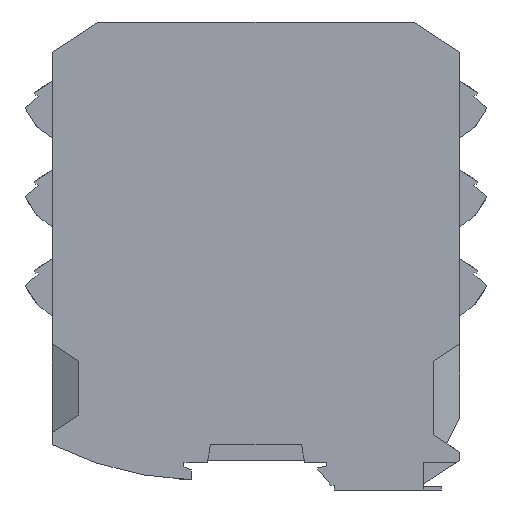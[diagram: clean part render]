
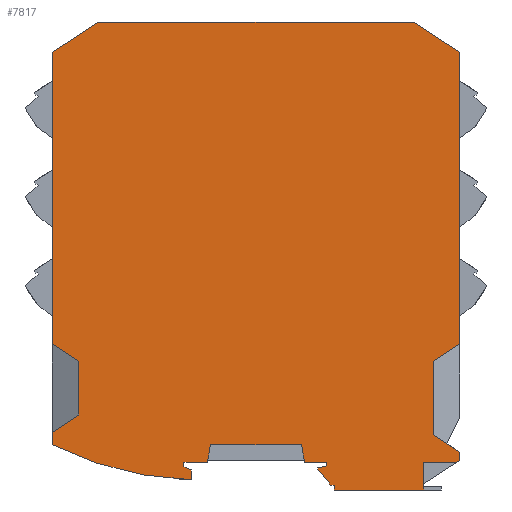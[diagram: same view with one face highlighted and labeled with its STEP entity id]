
A CAD part, left-side view. The second image highlights one B-rep face of the part: STEP entity #7817.
In plain terms, the highlighted planar face has unit normal (-1, 0, 0).
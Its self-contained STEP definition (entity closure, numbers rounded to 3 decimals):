
#92=CIRCLE('',#8280,80.);
#282=ORIENTED_EDGE('',*,*,#2471,.F.);
#283=ORIENTED_EDGE('',*,*,#2462,.F.);
#284=ORIENTED_EDGE('',*,*,#2467,.F.);
#285=ORIENTED_EDGE('',*,*,#2453,.F.);
#286=ORIENTED_EDGE('',*,*,#2499,.F.);
#287=ORIENTED_EDGE('',*,*,#2500,.F.);
#288=ORIENTED_EDGE('',*,*,#2501,.F.);
#289=ORIENTED_EDGE('',*,*,#2502,.F.);
#290=ORIENTED_EDGE('',*,*,#2474,.F.);
#291=ORIENTED_EDGE('',*,*,#2503,.T.);
#292=ORIENTED_EDGE('',*,*,#2478,.F.);
#293=ORIENTED_EDGE('',*,*,#2504,.F.);
#294=ORIENTED_EDGE('',*,*,#2505,.F.);
#295=ORIENTED_EDGE('',*,*,#2506,.F.);
#296=ORIENTED_EDGE('',*,*,#2507,.F.);
#297=ORIENTED_EDGE('',*,*,#2508,.F.);
#298=ORIENTED_EDGE('',*,*,#2509,.F.);
#299=ORIENTED_EDGE('',*,*,#2510,.F.);
#300=ORIENTED_EDGE('',*,*,#2511,.F.);
#301=ORIENTED_EDGE('',*,*,#2512,.F.);
#302=ORIENTED_EDGE('',*,*,#2513,.F.);
#303=ORIENTED_EDGE('',*,*,#2514,.F.);
#304=ORIENTED_EDGE('',*,*,#2515,.F.);
#305=ORIENTED_EDGE('',*,*,#2516,.F.);
#306=ORIENTED_EDGE('',*,*,#2517,.F.);
#307=ORIENTED_EDGE('',*,*,#2518,.F.);
#308=ORIENTED_EDGE('',*,*,#2519,.F.);
#309=ORIENTED_EDGE('',*,*,#2520,.F.);
#310=ORIENTED_EDGE('',*,*,#2521,.F.);
#311=ORIENTED_EDGE('',*,*,#2522,.F.);
#312=ORIENTED_EDGE('',*,*,#2523,.F.);
#313=ORIENTED_EDGE('',*,*,#2459,.F.);
#2453=EDGE_CURVE('',#3569,#3570,#4340,.T.);
#2459=EDGE_CURVE('',#3575,#3573,#4346,.T.);
#2462=EDGE_CURVE('',#3577,#3578,#4349,.T.);
#2467=EDGE_CURVE('',#3570,#3577,#4354,.T.);
#2471=EDGE_CURVE('',#3578,#3575,#4358,.T.);
#2474=EDGE_CURVE('',#3583,#3582,#4361,.T.);
#2478=EDGE_CURVE('',#3587,#3588,#4365,.T.);
#2499=EDGE_CURVE('',#3605,#3569,#4385,.T.);
#2500=EDGE_CURVE('',#3606,#3605,#4386,.T.);
#2501=EDGE_CURVE('',#3607,#3606,#4387,.T.);
#2502=EDGE_CURVE('',#3582,#3607,#4388,.T.);
#2503=EDGE_CURVE('',#3583,#3588,#4389,.T.);
#2504=EDGE_CURVE('',#3608,#3587,#4390,.T.);
#2505=EDGE_CURVE('',#3609,#3608,#92,.T.);
#2506=EDGE_CURVE('',#3610,#3609,#4391,.T.);
#2507=EDGE_CURVE('',#3611,#3610,#4392,.T.);
#2508=EDGE_CURVE('',#3612,#3611,#4393,.T.);
#2509=EDGE_CURVE('',#3613,#3612,#4394,.T.);
#2510=EDGE_CURVE('',#3614,#3613,#4395,.T.);
#2511=EDGE_CURVE('',#3615,#3614,#4396,.T.);
#2512=EDGE_CURVE('',#3616,#3615,#4397,.T.);
#2513=EDGE_CURVE('',#3617,#3616,#4398,.T.);
#2514=EDGE_CURVE('',#3618,#3617,#4399,.T.);
#2515=EDGE_CURVE('',#3619,#3618,#4400,.T.);
#2516=EDGE_CURVE('',#3620,#3619,#4401,.T.);
#2517=EDGE_CURVE('',#3621,#3620,#4402,.T.);
#2518=EDGE_CURVE('',#3622,#3621,#4403,.T.);
#2519=EDGE_CURVE('',#3623,#3622,#4404,.T.);
#2520=EDGE_CURVE('',#3624,#3623,#4405,.T.);
#2521=EDGE_CURVE('',#3625,#3624,#4406,.T.);
#2522=EDGE_CURVE('',#3626,#3625,#4407,.T.);
#2523=EDGE_CURVE('',#3573,#3626,#4408,.T.);
#3569=VERTEX_POINT('',#11030);
#3570=VERTEX_POINT('',#11032);
#3573=VERTEX_POINT('',#11039);
#3575=VERTEX_POINT('',#11043);
#3577=VERTEX_POINT('',#11049);
#3578=VERTEX_POINT('',#11051);
#3582=VERTEX_POINT('',#11070);
#3583=VERTEX_POINT('',#11072);
#3587=VERTEX_POINT('',#11083);
#3588=VERTEX_POINT('',#11084);
#3605=VERTEX_POINT('',#11125);
#3606=VERTEX_POINT('',#11127);
#3607=VERTEX_POINT('',#11129);
#3608=VERTEX_POINT('',#11133);
#3609=VERTEX_POINT('',#11135);
#3610=VERTEX_POINT('',#11137);
#3611=VERTEX_POINT('',#11139);
#3612=VERTEX_POINT('',#11141);
#3613=VERTEX_POINT('',#11143);
#3614=VERTEX_POINT('',#11145);
#3615=VERTEX_POINT('',#11147);
#3616=VERTEX_POINT('',#11149);
#3617=VERTEX_POINT('',#11151);
#3618=VERTEX_POINT('',#11153);
#3619=VERTEX_POINT('',#11155);
#3620=VERTEX_POINT('',#11157);
#3621=VERTEX_POINT('',#11159);
#3622=VERTEX_POINT('',#11161);
#3623=VERTEX_POINT('',#11163);
#3624=VERTEX_POINT('',#11165);
#3625=VERTEX_POINT('',#11167);
#3626=VERTEX_POINT('',#11169);
#4340=LINE('',#11031,#5346);
#4346=LINE('',#11044,#5352);
#4349=LINE('',#11050,#5355);
#4354=LINE('',#11059,#5360);
#4358=LINE('',#11066,#5364);
#4361=LINE('',#11073,#5367);
#4365=LINE('',#11082,#5371);
#4385=LINE('',#11124,#5391);
#4386=LINE('',#11126,#5392);
#4387=LINE('',#11128,#5393);
#4388=LINE('',#11130,#5394);
#4389=LINE('',#11131,#5395);
#4390=LINE('',#11132,#5396);
#4391=LINE('',#11136,#5397);
#4392=LINE('',#11138,#5398);
#4393=LINE('',#11140,#5399);
#4394=LINE('',#11142,#5400);
#4395=LINE('',#11144,#5401);
#4396=LINE('',#11146,#5402);
#4397=LINE('',#11148,#5403);
#4398=LINE('',#11150,#5404);
#4399=LINE('',#11152,#5405);
#4400=LINE('',#11154,#5406);
#4401=LINE('',#11156,#5407);
#4402=LINE('',#11158,#5408);
#4403=LINE('',#11160,#5409);
#4404=LINE('',#11162,#5410);
#4405=LINE('',#11164,#5411);
#4406=LINE('',#11166,#5412);
#4407=LINE('',#11168,#5413);
#4408=LINE('',#11170,#5414);
#5346=VECTOR('',#8872,1000.);
#5352=VECTOR('',#8880,1000.);
#5355=VECTOR('',#8885,1000.);
#5360=VECTOR('',#8894,1000.);
#5364=VECTOR('',#8902,1000.);
#5367=VECTOR('',#8907,1000.);
#5371=VECTOR('',#8915,1000.);
#5391=VECTOR('',#8943,1000.);
#5392=VECTOR('',#8944,1000.);
#5393=VECTOR('',#8945,1000.);
#5394=VECTOR('',#8946,1000.);
#5395=VECTOR('',#8947,1000.);
#5396=VECTOR('',#8948,1000.);
#5397=VECTOR('',#8951,1000.);
#5398=VECTOR('',#8952,1000.);
#5399=VECTOR('',#8953,1000.);
#5400=VECTOR('',#8954,1000.);
#5401=VECTOR('',#8955,1000.);
#5402=VECTOR('',#8956,1000.);
#5403=VECTOR('',#8957,1000.);
#5404=VECTOR('',#8958,1000.);
#5405=VECTOR('',#8959,1000.);
#5406=VECTOR('',#8960,1000.);
#5407=VECTOR('',#8961,1000.);
#5408=VECTOR('',#8962,1000.);
#5409=VECTOR('',#8963,1000.);
#5410=VECTOR('',#8964,1000.);
#5411=VECTOR('',#8965,1000.);
#5412=VECTOR('',#8966,1000.);
#5413=VECTOR('',#8967,1000.);
#5414=VECTOR('',#8968,1000.);
#6331=EDGE_LOOP('',(#282,#283,#284,#285,#286,#287,#288,#289,#290,#291,#292,
#293,#294,#295,#296,#297,#298,#299,#300,#301,#302,#303,#304,#305,#306,#307,
#308,#309,#310,#311,#312,#313));
#6878=FACE_BOUND('',#6331,.T.);
#7424=PLANE('',#8279);
#7817=ADVANCED_FACE('',(#6878),#7424,.F.);
#8279=AXIS2_PLACEMENT_3D('',#11123,#8941,#8942);
#8280=AXIS2_PLACEMENT_3D('',#11134,#8949,#8950);
#8872=DIRECTION('',(0.,0.,-1.));
#8880=DIRECTION('',(0.,0.,-1.));
#8885=DIRECTION('',(0.,0.,-1.));
#8894=DIRECTION('',(0.,0.839,-0.545));
#8902=DIRECTION('',(0.,-0.839,-0.545));
#8907=DIRECTION('',(0.,0.839,0.545));
#8915=DIRECTION('',(0.,-0.839,0.545));
#8941=DIRECTION('',(1.,0.,0.));
#8942=DIRECTION('',(0.,0.,-1.));
#8943=DIRECTION('',(0.,-0.839,-0.545));
#8944=DIRECTION('',(0.,-1.,0.));
#8945=DIRECTION('',(0.,-0.839,0.545));
#8946=DIRECTION('',(0.,0.,1.));
#8947=DIRECTION('',(0.,0.,-1.));
#8948=DIRECTION('',(0.,0.,1.));
#8949=DIRECTION('',(1.,0.,0.));
#8950=DIRECTION('',(0.,0.,-1.));
#8951=DIRECTION('',(0.,0.,-1.));
#8952=DIRECTION('',(0.,-0.906,-0.423));
#8953=DIRECTION('',(0.,0.,-1.));
#8954=DIRECTION('',(0.,1.,0.));
#8955=DIRECTION('',(0.,0.174,-0.985));
#8956=DIRECTION('',(0.,1.,0.));
#8957=DIRECTION('',(0.,0.174,0.985));
#8958=DIRECTION('',(0.,1.,0.));
#8959=DIRECTION('',(0.,0.,1.));
#8960=DIRECTION('',(0.,-0.975,0.222));
#8961=DIRECTION('',(0.,0.,1.));
#8962=DIRECTION('',(0.,0.63,0.777));
#8963=DIRECTION('',(0.,1.,0.));
#8964=DIRECTION('',(0.,0.,1.));
#8965=DIRECTION('',(0.,1.,0.));
#8966=DIRECTION('',(0.,0.,-1.));
#8967=DIRECTION('',(0.,1.,0.));
#8968=DIRECTION('',(0.,0.839,-0.545));
#11030=CARTESIAN_POINT('',(0.,6.521,106.362));
#11031=CARTESIAN_POINT('',(0.,6.521,106.362));
#11032=CARTESIAN_POINT('',(0.,6.521,35.495));
#11039=CARTESIAN_POINT('',(0.,6.521,7.175));
#11043=CARTESIAN_POINT('',(0.,6.521,9.2));
#11044=CARTESIAN_POINT('',(0.,6.521,106.362));
#11049=CARTESIAN_POINT('',(0.,13.016,31.277));
#11050=CARTESIAN_POINT('',(0.,13.016,35.5));
#11051=CARTESIAN_POINT('',(0.,13.016,13.418));
#11059=CARTESIAN_POINT('',(0.,29.386,20.647));
#11066=CARTESIAN_POINT('',(0.,84.292,59.705));
#11070=CARTESIAN_POINT('',(0.,105.521,35.495));
#11072=CARTESIAN_POINT('',(0.,99.026,31.277));
#11073=CARTESIAN_POINT('',(0.,101.647,32.98));
#11082=CARTESIAN_POINT('',(0.,48.934,50.748));
#11083=CARTESIAN_POINT('',(0.,105.521,14.));
#11084=CARTESIAN_POINT('',(0.,99.026,18.218));
#11123=CARTESIAN_POINT('',(0.,69.521,82.45));
#11124=CARTESIAN_POINT('',(0.,17.821,113.7));
#11125=CARTESIAN_POINT('',(0.,17.821,113.7));
#11126=CARTESIAN_POINT('',(0.,94.221,113.7));
#11127=CARTESIAN_POINT('',(0.,94.221,113.7));
#11128=CARTESIAN_POINT('',(0.,105.521,106.362));
#11129=CARTESIAN_POINT('',(0.,105.521,106.362));
#11130=CARTESIAN_POINT('',(0.,105.521,11.008));
#11131=CARTESIAN_POINT('',(0.,99.026,35.5));
#11132=CARTESIAN_POINT('',(0.,105.521,11.008));
#11133=CARTESIAN_POINT('',(0.,105.521,11.008));
#11134=CARTESIAN_POINT('',(0.,69.521,82.45));
#11135=CARTESIAN_POINT('',(0.,71.721,2.48));
#11136=CARTESIAN_POINT('',(0.,71.721,4.861));
#11137=CARTESIAN_POINT('',(0.,71.721,4.861));
#11138=CARTESIAN_POINT('',(0.,73.521,5.7));
#11139=CARTESIAN_POINT('',(0.,73.521,5.7));
#11140=CARTESIAN_POINT('',(0.,73.521,6.7));
#11141=CARTESIAN_POINT('',(0.,73.521,6.7));
#11142=CARTESIAN_POINT('',(0.,67.838,6.7));
#11143=CARTESIAN_POINT('',(0.,67.838,6.7));
#11144=CARTESIAN_POINT('',(0.,67.071,11.05));
#11145=CARTESIAN_POINT('',(0.,67.071,11.05));
#11146=CARTESIAN_POINT('',(0.,44.971,11.05));
#11147=CARTESIAN_POINT('',(0.,44.971,11.05));
#11148=CARTESIAN_POINT('',(0.,44.204,6.7));
#11149=CARTESIAN_POINT('',(0.,44.204,6.7));
#11150=CARTESIAN_POINT('',(0.,38.79,6.7));
#11151=CARTESIAN_POINT('',(0.,38.79,6.7));
#11152=CARTESIAN_POINT('',(0.,38.79,5.85));
#11153=CARTESIAN_POINT('',(0.,38.79,5.85));
#11154=CARTESIAN_POINT('',(0.,40.99,5.35));
#11155=CARTESIAN_POINT('',(0.,40.99,5.35));
#11156=CARTESIAN_POINT('',(0.,40.99,5.05));
#11157=CARTESIAN_POINT('',(0.,40.99,5.05));
#11158=CARTESIAN_POINT('',(0.,37.868,1.2));
#11159=CARTESIAN_POINT('',(0.,37.868,1.2));
#11160=CARTESIAN_POINT('',(0.,36.99,1.2));
#11161=CARTESIAN_POINT('',(0.,36.99,1.2));
#11162=CARTESIAN_POINT('',(0.,36.99,0.));
#11163=CARTESIAN_POINT('',(0.,36.99,0.));
#11164=CARTESIAN_POINT('',(0.,15.29,0.));
#11165=CARTESIAN_POINT('',(0.,15.29,0.));
#11166=CARTESIAN_POINT('',(0.,15.29,6.7));
#11167=CARTESIAN_POINT('',(0.,15.29,6.7));
#11168=CARTESIAN_POINT('',(0.,7.252,6.7));
#11169=CARTESIAN_POINT('',(0.,7.252,6.7));
#11170=CARTESIAN_POINT('',(0.,6.521,7.175));
